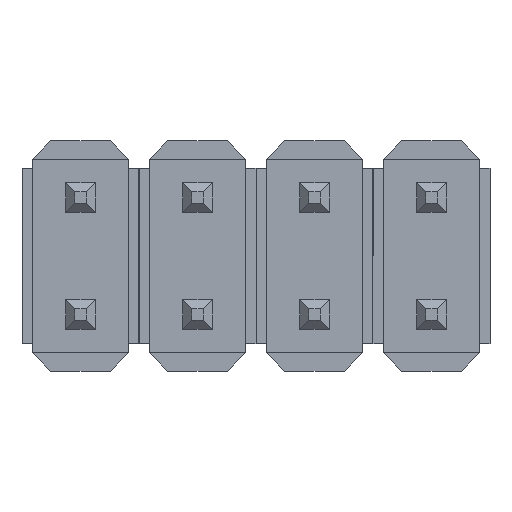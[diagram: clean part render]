
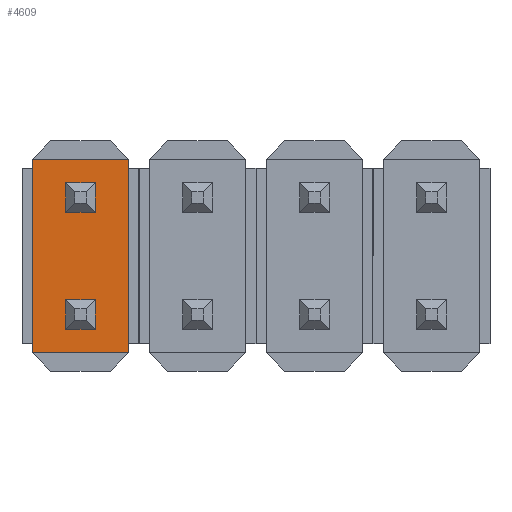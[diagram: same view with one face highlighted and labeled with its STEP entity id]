
A CAD part, front view. The second image highlights one B-rep face of the part: STEP entity #4609.
In plain terms, the highlighted planar face has unit normal (0, -1, 0).
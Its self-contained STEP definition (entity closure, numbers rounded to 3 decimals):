
#220 = CARTESIAN_POINT ( 'NONE',  ( 1.05, 0.54, 2.1 ) ) ;
#270 = DIRECTION ( 'NONE',  ( -1., 0., 0. ) ) ;
#591 = LINE ( 'NONE', #9132, #6583 ) ;
#957 = FACE_BOUND ( 'NONE', #1931, .T. ) ;
#967 = CARTESIAN_POINT ( 'NONE',  ( -0.32, 0.54, -0.95 ) ) ;
#1039 = EDGE_CURVE ( 'NONE', #2706, #1960, #591, .T. ) ;
#1369 = EDGE_CURVE ( 'NONE', #8025, #9350, #2343, .T. ) ;
#1569 = LINE ( 'NONE', #4640, #2545 ) ;
#1667 = CARTESIAN_POINT ( 'NONE',  ( 1.27, 0.54, 1.59 ) ) ;
#1673 = EDGE_CURVE ( 'NONE', #7639, #2706, #6376, .T. ) ;
#1681 = LINE ( 'NONE', #8073, #7068 ) ;
#1931 = EDGE_LOOP ( 'NONE', ( #7868, #9804, #7249, #7382 ) ) ;
#1959 = DIRECTION ( 'NONE',  ( -1., 0., 0. ) ) ;
#1960 = VERTEX_POINT ( 'NONE', #6146 ) ;
#2004 = VECTOR ( 'NONE', #7309, 1000. ) ;
#2069 = EDGE_CURVE ( 'NONE', #9492, #8025, #2668, .T. ) ;
#2343 = LINE ( 'NONE', #1667, #7617 ) ;
#2418 = EDGE_CURVE ( 'NONE', #6772, #3365, #1569, .T. ) ;
#2461 = EDGE_LOOP ( 'NONE', ( #8229, #6415, #4805, #5296 ) ) ;
#2483 = LINE ( 'NONE', #3320, #2004 ) ;
#2545 = VECTOR ( 'NONE', #6101, 1000. ) ;
#2668 = LINE ( 'NONE', #4069, #8912 ) ;
#2679 = FACE_OUTER_BOUND ( 'NONE', #2461, .T. ) ;
#2702 = DIRECTION ( 'NONE',  ( -1., 0., 0. ) ) ;
#2706 = VERTEX_POINT ( 'NONE', #3949 ) ;
#2866 = VECTOR ( 'NONE', #7962, 1000. ) ;
#3104 = EDGE_CURVE ( 'NONE', #6574, #7825, #7894, .T. ) ;
#3145 = EDGE_CURVE ( 'NONE', #6519, #9492, #2483, .T. ) ;
#3320 = CARTESIAN_POINT ( 'NONE',  ( 1.27, 0.54, 0.95 ) ) ;
#3365 = VERTEX_POINT ( 'NONE', #967 ) ;
#3708 = CARTESIAN_POINT ( 'NONE',  ( -0.32, 0.54, -1.59 ) ) ;
#3756 = EDGE_CURVE ( 'NONE', #7639, #6011, #8653, .T. ) ;
#3866 = DIRECTION ( 'NONE',  ( 0., 0., -1. ) ) ;
#3896 = VECTOR ( 'NONE', #3866, 1000. ) ;
#3949 = CARTESIAN_POINT ( 'NONE',  ( -1.05, 0.54, 2.1 ) ) ;
#3998 = EDGE_CURVE ( 'NONE', #6011, #1960, #6731, .T. ) ;
#4069 = CARTESIAN_POINT ( 'NONE',  ( -0.32, 0.54, 2.1 ) ) ;
#4114 = DIRECTION ( 'NONE',  ( 0., 0., 1. ) ) ;
#4609 = ADVANCED_FACE ( 'NONE', ( #8789, #957, #2679 ), #8125, .F. ) ;
#4640 = CARTESIAN_POINT ( 'NONE',  ( -0.32, 0.54, 2.1 ) ) ;
#4687 = EDGE_LOOP ( 'NONE', ( #7494, #6906, #9307, #8312 ) ) ;
#4743 = CARTESIAN_POINT ( 'NONE',  ( 1.05, 0.54, -2.1 ) ) ;
#4805 = ORIENTED_EDGE ( 'NONE', *, *, #3998, .F. ) ;
#5230 = EDGE_CURVE ( 'NONE', #3365, #6574, #8252, .T. ) ;
#5296 = ORIENTED_EDGE ( 'NONE', *, *, #3756, .F. ) ;
#5635 = DIRECTION ( 'NONE',  ( 0., 0., -1. ) ) ;
#5914 = CARTESIAN_POINT ( 'NONE',  ( 1.27, 0.54, -0.95 ) ) ;
#6011 = VERTEX_POINT ( 'NONE', #6041 ) ;
#6041 = CARTESIAN_POINT ( 'NONE',  ( 1.05, 0.54, -2.1 ) ) ;
#6101 = DIRECTION ( 'NONE',  ( 0., 0., 1. ) ) ;
#6146 = CARTESIAN_POINT ( 'NONE',  ( -1.05, 0.54, -2.1 ) ) ;
#6376 = LINE ( 'NONE', #8891, #9438 ) ;
#6415 = ORIENTED_EDGE ( 'NONE', *, *, #1039, .T. ) ;
#6519 = VERTEX_POINT ( 'NONE', #9970 ) ;
#6551 = DIRECTION ( 'NONE',  ( 0., 0., 1. ) ) ;
#6574 = VERTEX_POINT ( 'NONE', #9178 ) ;
#6583 = VECTOR ( 'NONE', #6734, 1000. ) ;
#6649 = CARTESIAN_POINT ( 'NONE',  ( 1.27, 0.54, -1.59 ) ) ;
#6710 = CARTESIAN_POINT ( 'NONE',  ( 0.32, 0.54, -1.59 ) ) ;
#6731 = LINE ( 'NONE', #8075, #8086 ) ;
#6734 = DIRECTION ( 'NONE',  ( 0., 0., -1. ) ) ;
#6772 = VERTEX_POINT ( 'NONE', #3708 ) ;
#6906 = ORIENTED_EDGE ( 'NONE', *, *, #2069, .T. ) ;
#7017 = EDGE_CURVE ( 'NONE', #9350, #6519, #1681, .T. ) ;
#7068 = VECTOR ( 'NONE', #5635, 1000. ) ;
#7249 = ORIENTED_EDGE ( 'NONE', *, *, #8883, .T. ) ;
#7309 = DIRECTION ( 'NONE',  ( -1., 0., 0. ) ) ;
#7382 = ORIENTED_EDGE ( 'NONE', *, *, #2418, .T. ) ;
#7494 = ORIENTED_EDGE ( 'NONE', *, *, #3145, .T. ) ;
#7592 = AXIS2_PLACEMENT_3D ( 'NONE', #9687, #8871, #6551 ) ;
#7617 = VECTOR ( 'NONE', #10141, 1000. ) ;
#7639 = VERTEX_POINT ( 'NONE', #220 ) ;
#7825 = VERTEX_POINT ( 'NONE', #6710 ) ;
#7868 = ORIENTED_EDGE ( 'NONE', *, *, #5230, .T. ) ;
#7894 = LINE ( 'NONE', #8877, #2866 ) ;
#7962 = DIRECTION ( 'NONE',  ( 0., 0., -1. ) ) ;
#8014 = VECTOR ( 'NONE', #8282, 1000. ) ;
#8025 = VERTEX_POINT ( 'NONE', #10116 ) ;
#8073 = CARTESIAN_POINT ( 'NONE',  ( 0.32, 0.54, 2.1 ) ) ;
#8075 = CARTESIAN_POINT ( 'NONE',  ( 1.27, 0.54, -2.1 ) ) ;
#8086 = VECTOR ( 'NONE', #270, 1000. ) ;
#8125 = PLANE ( 'NONE',  #7592 ) ;
#8229 = ORIENTED_EDGE ( 'NONE', *, *, #1673, .T. ) ;
#8252 = LINE ( 'NONE', #5914, #8014 ) ;
#8282 = DIRECTION ( 'NONE',  ( 1., 0., 0. ) ) ;
#8312 = ORIENTED_EDGE ( 'NONE', *, *, #7017, .T. ) ;
#8585 = VECTOR ( 'NONE', #1959, 1000. ) ;
#8653 = LINE ( 'NONE', #4743, #3896 ) ;
#8789 = FACE_BOUND ( 'NONE', #4687, .T. ) ;
#8871 = DIRECTION ( 'NONE',  ( 0., 1., 0. ) ) ;
#8877 = CARTESIAN_POINT ( 'NONE',  ( 0.32, 0.54, 2.1 ) ) ;
#8883 = EDGE_CURVE ( 'NONE', #7825, #6772, #9187, .T. ) ;
#8891 = CARTESIAN_POINT ( 'NONE',  ( 1.27, 0.54, 2.1 ) ) ;
#8912 = VECTOR ( 'NONE', #4114, 1000. ) ;
#9132 = CARTESIAN_POINT ( 'NONE',  ( -1.05, 0.54, 2.1 ) ) ;
#9178 = CARTESIAN_POINT ( 'NONE',  ( 0.32, 0.54, -0.95 ) ) ;
#9187 = LINE ( 'NONE', #6649, #8585 ) ;
#9307 = ORIENTED_EDGE ( 'NONE', *, *, #1369, .T. ) ;
#9350 = VERTEX_POINT ( 'NONE', #9637 ) ;
#9438 = VECTOR ( 'NONE', #2702, 1000. ) ;
#9492 = VERTEX_POINT ( 'NONE', #9916 ) ;
#9637 = CARTESIAN_POINT ( 'NONE',  ( 0.32, 0.54, 1.59 ) ) ;
#9687 = CARTESIAN_POINT ( 'NONE',  ( 1.27, 0.54, 2.1 ) ) ;
#9804 = ORIENTED_EDGE ( 'NONE', *, *, #3104, .T. ) ;
#9916 = CARTESIAN_POINT ( 'NONE',  ( -0.32, 0.54, 0.95 ) ) ;
#9970 = CARTESIAN_POINT ( 'NONE',  ( 0.32, 0.54, 0.95 ) ) ;
#10116 = CARTESIAN_POINT ( 'NONE',  ( -0.32, 0.54, 1.59 ) ) ;
#10141 = DIRECTION ( 'NONE',  ( 1., 0., 0. ) ) ;
